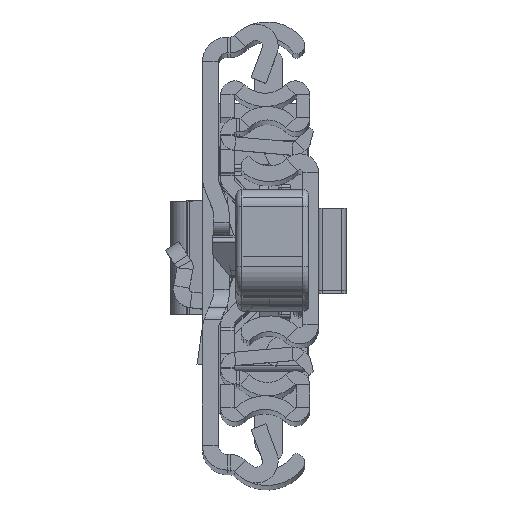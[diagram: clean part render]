
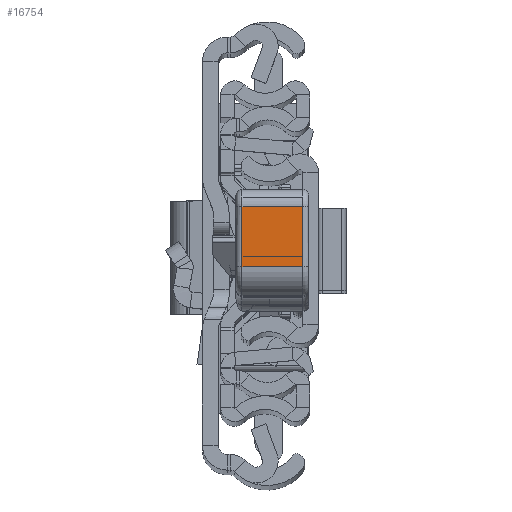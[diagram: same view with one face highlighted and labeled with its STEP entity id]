
A CAD part, top view. The second image highlights one B-rep face of the part: STEP entity #16754.
In plain terms, the highlighted face is planar.
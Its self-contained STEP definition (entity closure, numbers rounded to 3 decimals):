
#907 = DIRECTION ( 'NONE',  ( 0.027, 1., 0. ) ) ;
#1341 = CARTESIAN_POINT ( 'NONE',  ( 39.55, -12.274, -11. ) ) ;
#1956 = ORIENTED_EDGE ( 'NONE', *, *, #35069, .F. ) ;
#3007 = CARTESIAN_POINT ( 'NONE',  ( 39.818, -2.465, -10. ) ) ;
#3388 = ORIENTED_EDGE ( 'NONE', *, *, #28354, .F. ) ;
#3741 = DIRECTION ( 'NONE',  ( 0., 0., 1. ) ) ;
#5147 = VECTOR ( 'NONE', #16698, 1000. ) ;
#11350 = CARTESIAN_POINT ( 'NONE',  ( 39.55, -12.274, -10. ) ) ;
#12338 = VECTOR ( 'NONE', #3741, 1000. ) ;
#12357 = DIRECTION ( 'NONE',  ( 0., 0., -1. ) ) ;
#12432 = EDGE_LOOP ( 'NONE', ( #3388, #1956, #36589, #19483 ) ) ;
#12769 = FACE_OUTER_BOUND ( 'NONE', #12432, .T. ) ;
#14418 = EDGE_CURVE ( 'NONE', #14840, #15651, #20929, .T. ) ;
#14609 = CARTESIAN_POINT ( 'NONE',  ( 39.55, -12.274, -10. ) ) ;
#14840 = VERTEX_POINT ( 'NONE', #32416 ) ;
#15651 = VERTEX_POINT ( 'NONE', #3007 ) ;
#16698 = DIRECTION ( 'NONE',  ( -0.027, -1., 0. ) ) ;
#16754 = ADVANCED_FACE ( 'NONE', ( #12769 ), #35653, .F. ) ;
#17725 = CARTESIAN_POINT ( 'NONE',  ( 39.55, -12.274, 0. ) ) ;
#18283 = CARTESIAN_POINT ( 'NONE',  ( 39.818, -2.465, -11. ) ) ;
#19483 = ORIENTED_EDGE ( 'NONE', *, *, #36868, .F. ) ;
#20929 = LINE ( 'NONE', #18283, #30961 ) ;
#22129 = LINE ( 'NONE', #11350, #5147 ) ;
#23604 = CARTESIAN_POINT ( 'NONE',  ( 39.55, -12.274, 0. ) ) ;
#23640 = VERTEX_POINT ( 'NONE', #23604 ) ;
#23947 = DIRECTION ( 'NONE',  ( -1., 0.027, 0. ) ) ;
#25968 = LINE ( 'NONE', #26331, #12338 ) ;
#26331 = CARTESIAN_POINT ( 'NONE',  ( 39.55, -12.274, -11. ) ) ;
#28354 = EDGE_CURVE ( 'NONE', #34158, #23640, #25968, .T. ) ;
#29274 = LINE ( 'NONE', #17725, #34493 ) ;
#30961 = VECTOR ( 'NONE', #12357, 1000. ) ;
#32416 = CARTESIAN_POINT ( 'NONE',  ( 39.818, -2.465, 0. ) ) ;
#34158 = VERTEX_POINT ( 'NONE', #14609 ) ;
#34493 = VECTOR ( 'NONE', #907, 1000. ) ;
#35069 = EDGE_CURVE ( 'NONE', #15651, #34158, #22129, .T. ) ;
#35289 = DIRECTION ( 'NONE',  ( -0.027, -1., 0. ) ) ;
#35653 = PLANE ( 'NONE',  #35803 ) ;
#35803 = AXIS2_PLACEMENT_3D ( 'NONE', #1341, #23947, #35289 ) ;
#36589 = ORIENTED_EDGE ( 'NONE', *, *, #14418, .F. ) ;
#36868 = EDGE_CURVE ( 'NONE', #23640, #14840, #29274, .T. ) ;
